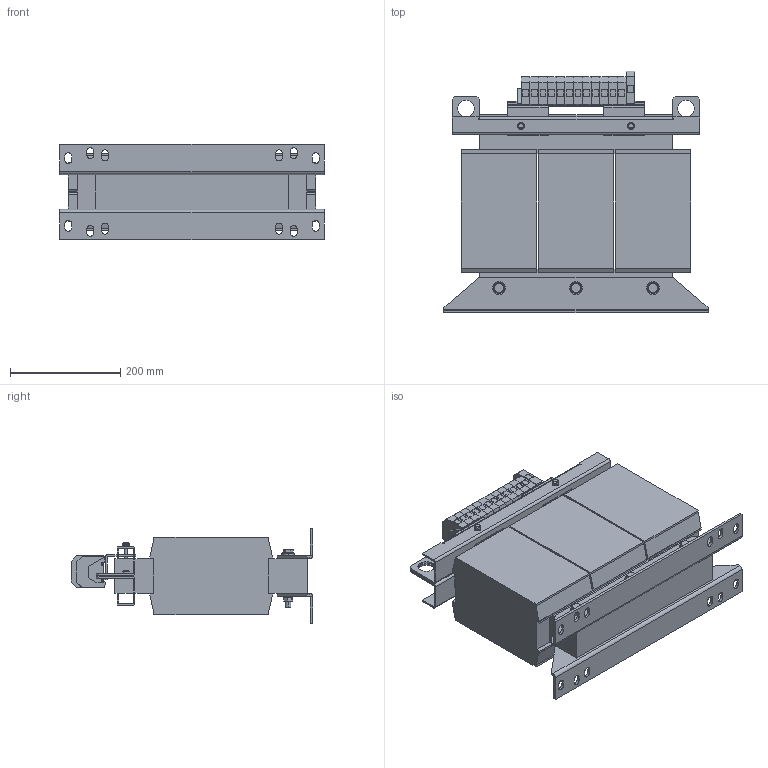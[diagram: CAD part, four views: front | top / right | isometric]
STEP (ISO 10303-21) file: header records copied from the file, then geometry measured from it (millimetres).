
FILE_DESCRIPTION (( 'STEP AP214' ), '1' );
FILE_NAME ('202657.STEP', '2020-05-28T18:23:27', ( '' ), ( '' ), 'SwSTEP 2.0', 'SolidWorks 2018', '' );
FILE_SCHEMA (( 'AUTOMOTIVE_DESIGN' ));
Length unit declared in the file: millimetre
Products named in the file (1): 202657
Bounding box: 480 x 439.55 x 173 mm (x, y, z)
Volume: 16684858.9 mm3; surface area: 981015.5 mm2
Topology: 1 solids, 1 shells, 1246 faces, 3080 edges, 1907 vertices
Faces by surface type: plane 814, cylinder 320, cone 56, torus 30, bspline 18, sphere 8
Entity records: 37393 total; most frequent: CARTESIAN_POINT 7562, DIRECTION 6161, ORIENTED_EDGE 6160, EDGE_CURVE 3080, LINE 2161, VECTOR 2161, AXIS2_PLACEMENT_3D 2000, VERTEX_POINT 1907
